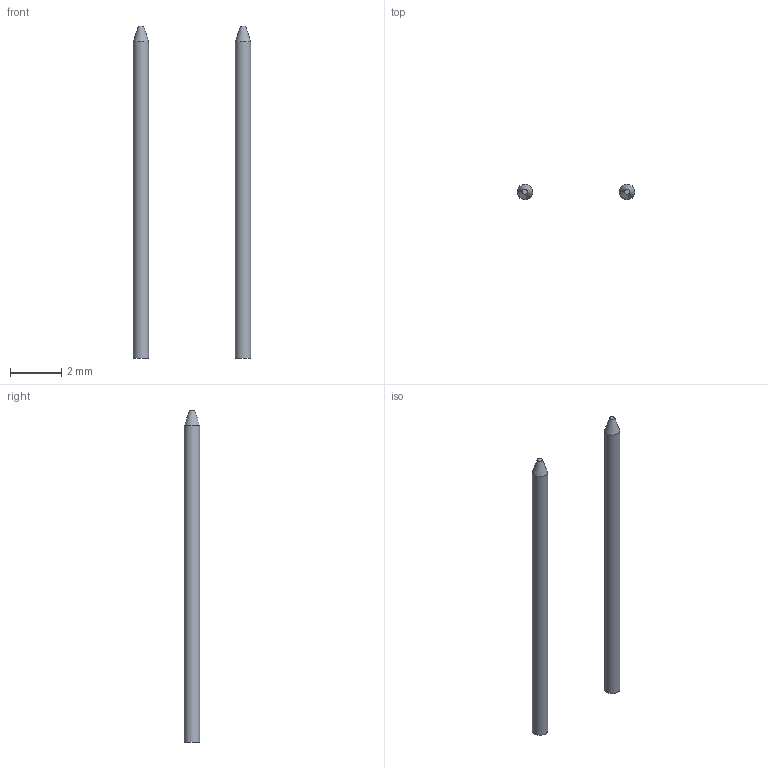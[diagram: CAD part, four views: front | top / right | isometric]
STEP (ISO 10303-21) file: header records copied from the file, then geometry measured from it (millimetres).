
FILE_DESCRIPTION(/* description */ (''),/* implementation_level */ '2;1');
FILE_NAME(/* name */ 'G4_Pins.step',/* time_stamp */ '2021-11-01T11:40:04+01:00',/* author */ (''),/* organization */ (''),/* preprocessor_version */ 'ST-DEVELOPER v18.1',/* originating_system */ 'Autodesk Translation Framework v10.10.0.1391',/* authorisation */ '');
FILE_SCHEMA (('AUTOMOTIVE_DESIGN { 1 0 10303 214 3 1 1 }'));
Length unit declared in the file: millimetre
Products named in the file (1): (Unsaved)
Bounding box: 4.6 x 0.6 x 13 mm (x, y, z)
Volume: 7.2 mm3; surface area: 49 mm2
Topology: 2 solids, 2 shells, 8 faces, 10 edges, 6 vertices
Faces by surface type: plane 4, cone 2, cylinder 2
Full cylindrical faces by diameter (mm): 0.6 x2
Entity records: 203 total; most frequent: DIRECTION 34, CARTESIAN_POINT 25, ORIENTED_EDGE 20, AXIS2_PLACEMENT_3D 15, EDGE_CURVE 10, FACE_OUTER_BOUND 8, EDGE_LOOP 8, ADVANCED_FACE 8
